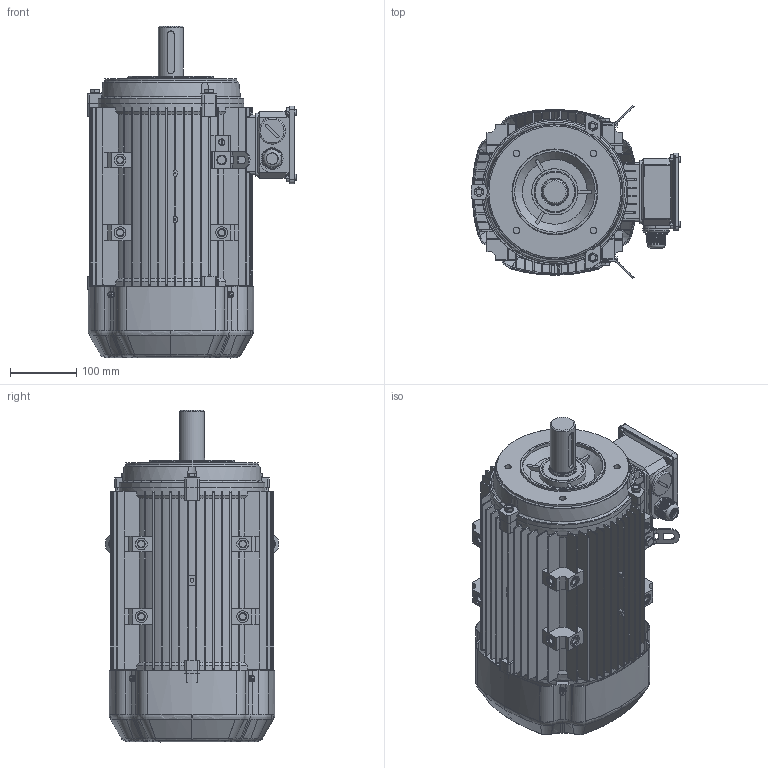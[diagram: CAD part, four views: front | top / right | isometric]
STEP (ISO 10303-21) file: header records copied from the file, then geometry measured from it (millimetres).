
FILE_DESCRIPTION(/* description */ (''),/* implementation_level */ '2;1');
FILE_NAME(/* name */ 'JL-132M-B14A.stp',/* time_stamp */ '2016-09-01T13:44:09+08:00',/* author */ (''),/* organization */ (''),/* preprocessor_version */ 'ST-DEVELOPER v16',/* originating_system */ 'SIEMENS PLM Software NX 10.0',/* authorisation */ '');
FILE_SCHEMA (('AUTOMOTIVE_DESIGN { 1 0 10303 214 3 1 1 1 }'));
Products named in the file (1): pc05908BCBsx9w
Bounding box: 317.97 x 263.33 x 503.01 mm (x, y, z)
Volume: 3396221.3 mm3; surface area: 1758552.4 mm2
Topology: 52 solids, 52 shells, 4796 faces, 13533 edges, 8948 vertices
Faces by surface type: plane 2504, cylinder 1609, bspline 303, torus 194, cone 186
Full cylindrical faces by diameter (mm): 2 x4, 4.2 x4, 4.48 x9, 4.8 x10, 5 x33, 5.3 x5, 5.8 x14, 6 x1, 7.188 x6, 8 x15, 8.58 x2, 9.1 x6, 10 x27, 11 x2, 12 x12, 14.785 x2, 16 x4, 17.188 x1, 18 x12, 20.312 x2, 23.438 x5, 24.219 x6, 25 x13, 25.781 x6, 26 x1, 26.562 x6, 26.953 x1, 30 x5, 32 x5, 33.203 x1
Entity records: 196027 total; most frequent: CARTESIAN_POINT 76205, ORIENTED_EDGE 25804, DIRECTION 23179, EDGE_CURVE 12902, VERTEX_POINT 8683, AXIS2_PLACEMENT_3D 8090, LINE 6999, VECTOR 6999
